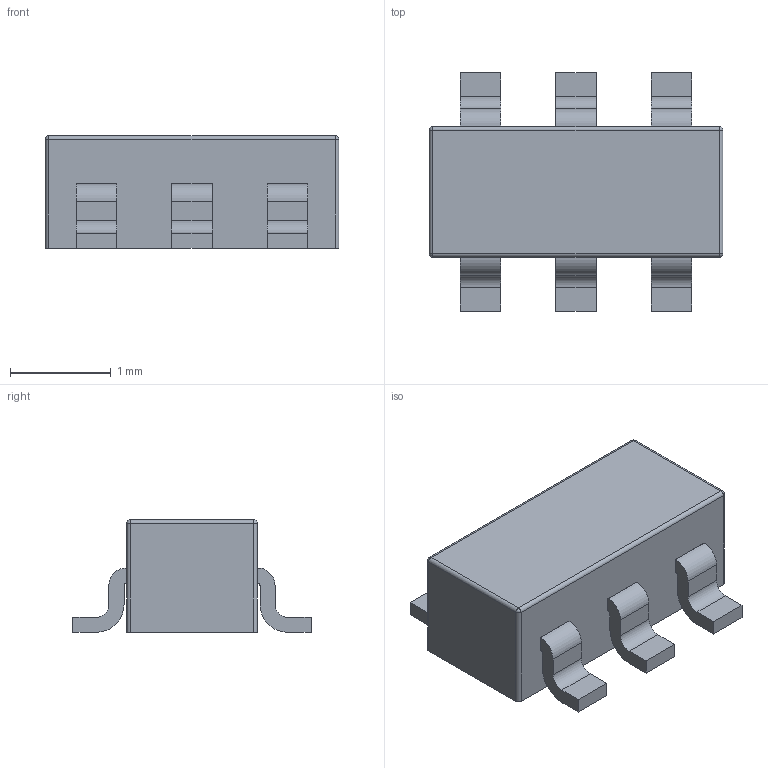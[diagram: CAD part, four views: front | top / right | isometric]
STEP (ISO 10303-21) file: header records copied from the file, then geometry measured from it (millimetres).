
FILE_DESCRIPTION (( 'STEP AP203' ), '1' );
FILE_NAME ( 'SOT23-6-LQ.STEP', '2023-09-27T16:47:35', ( '' ), ( '' ), '', '©2017-2022 PCBL', '' );
FILE_SCHEMA (( 'AUTOMOTIVE_DESIGN' ));
Length unit declared in the file: millimetre
Products named in the file (1): SOT23-6-LQ
Bounding box: 2.92 x 2.37 x 1.12 mm (x, y, z)
Volume: 4.6 mm3; surface area: 23.5 mm2
Topology: 7 solids, 7 shells, 102 faces, 256 edges, 164 vertices
Faces by surface type: plane 66, cylinder 32, sphere 4
Entity records: 3080 total; most frequent: DIRECTION 522, CARTESIAN_POINT 519, ORIENTED_EDGE 504, EDGE_CURVE 252, VECTOR 188, LINE 188, AXIS2_PLACEMENT_3D 167, VERTEX_POINT 164
